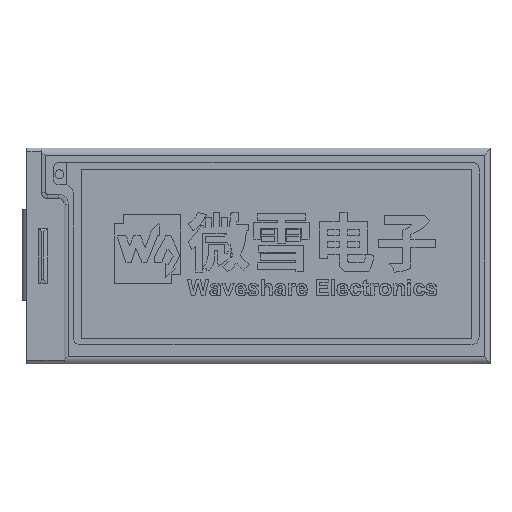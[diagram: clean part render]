
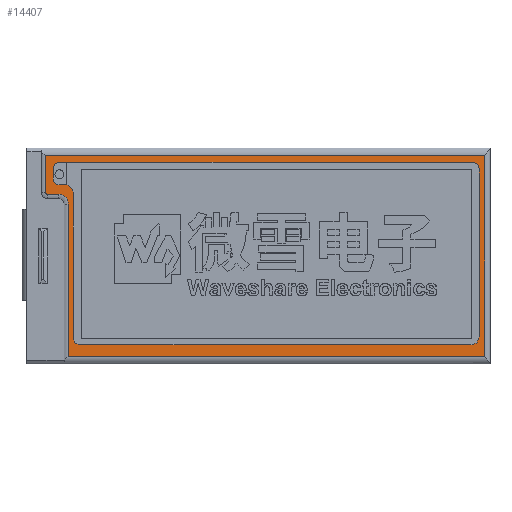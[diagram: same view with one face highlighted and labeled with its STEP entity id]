
A CAD part, top view. The second image highlights one B-rep face of the part: STEP entity #14407.
In plain terms, the highlighted planar face has unit normal (0, 0, 1).
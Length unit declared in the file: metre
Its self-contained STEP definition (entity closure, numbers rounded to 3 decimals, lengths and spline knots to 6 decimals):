
#332=CIRCLE('',#17889,0.000262);
#336=CIRCLE('',#17895,0.001653);
#379=CIRCLE('',#18329,0.001596);
#380=CIRCLE('',#18331,0.000762);
#381=CIRCLE('',#18333,0.001028);
#382=CIRCLE('',#18340,0.001294);
#384=CIRCLE('',#18344,0.001421);
#386=CIRCLE('',#18348,0.001113);
#388=CIRCLE('',#18351,0.001596);
#3336=ORIENTED_EDGE('',*,*,#5788,.T.);
#3337=ORIENTED_EDGE('',*,*,#5754,.T.);
#3338=ORIENTED_EDGE('',*,*,#5762,.T.);
#3339=ORIENTED_EDGE('',*,*,#5757,.T.);
#3340=ORIENTED_EDGE('',*,*,#5763,.T.);
#3341=ORIENTED_EDGE('',*,*,#5760,.T.);
#3342=ORIENTED_EDGE('',*,*,#5764,.T.);
#3343=ORIENTED_EDGE('',*,*,#5819,.T.);
#3344=ORIENTED_EDGE('',*,*,#5785,.T.);
#3345=ORIENTED_EDGE('',*,*,#5782,.T.);
#3346=ORIENTED_EDGE('',*,*,#5779,.T.);
#3347=ORIENTED_EDGE('',*,*,#5776,.T.);
#3348=ORIENTED_EDGE('',*,*,#5773,.T.);
#3349=ORIENTED_EDGE('',*,*,#5769,.T.);
#3350=ORIENTED_EDGE('',*,*,#5822,.T.);
#3351=ORIENTED_EDGE('',*,*,#4595,.T.);
#3352=ORIENTED_EDGE('',*,*,#4599,.F.);
#3353=ORIENTED_EDGE('',*,*,#4602,.T.);
#3354=ORIENTED_EDGE('',*,*,#4605,.T.);
#3355=ORIENTED_EDGE('',*,*,#4608,.T.);
#3356=ORIENTED_EDGE('',*,*,#5821,.F.);
#3357=ORIENTED_EDGE('',*,*,#4633,.T.);
#4595=EDGE_CURVE('',#6439,#6438,#7831,.T.);
#4599=EDGE_CURVE('',#6442,#6438,#332,.T.);
#4602=EDGE_CURVE('',#6442,#6444,#7833,.T.);
#4605=EDGE_CURVE('',#6444,#6446,#336,.T.);
#4608=EDGE_CURVE('',#6446,#6448,#7835,.T.);
#4633=EDGE_CURVE('',#6464,#6463,#7852,.T.);
#5754=EDGE_CURVE('',#7215,#7216,#379,.T.);
#5757=EDGE_CURVE('',#7218,#7217,#380,.T.);
#5760=EDGE_CURVE('',#7220,#7219,#381,.T.);
#5762=EDGE_CURVE('',#7216,#7218,#8853,.T.);
#5763=EDGE_CURVE('',#7217,#7220,#8854,.T.);
#5764=EDGE_CURVE('',#7219,#7214,#8855,.T.);
#5769=EDGE_CURVE('',#7225,#7226,#8860,.T.);
#5773=EDGE_CURVE('',#7229,#7225,#382,.T.);
#5776=EDGE_CURVE('',#7231,#7229,#8865,.T.);
#5779=EDGE_CURVE('',#7233,#7231,#384,.T.);
#5782=EDGE_CURVE('',#7235,#7233,#8869,.T.);
#5785=EDGE_CURVE('',#7237,#7235,#386,.T.);
#5788=EDGE_CURVE('',#7226,#7215,#388,.T.);
#5819=EDGE_CURVE('',#7214,#7237,#8898,.T.);
#5821=EDGE_CURVE('',#6464,#6448,#8900,.T.);
#5822=EDGE_CURVE('',#6463,#6439,#8901,.T.);
#6438=VERTEX_POINT('',#22395);
#6439=VERTEX_POINT('',#22397);
#6442=VERTEX_POINT('',#22407);
#6444=VERTEX_POINT('',#22413);
#6446=VERTEX_POINT('',#22419);
#6448=VERTEX_POINT('',#22428);
#6463=VERTEX_POINT('',#22481);
#6464=VERTEX_POINT('',#22483);
#7214=VERTEX_POINT('',#26707);
#7215=VERTEX_POINT('',#26710);
#7216=VERTEX_POINT('',#26714);
#7217=VERTEX_POINT('',#26718);
#7218=VERTEX_POINT('',#26720);
#7219=VERTEX_POINT('',#26724);
#7220=VERTEX_POINT('',#26726);
#7225=VERTEX_POINT('',#26745);
#7226=VERTEX_POINT('',#26746);
#7229=VERTEX_POINT('',#26754);
#7231=VERTEX_POINT('',#26760);
#7233=VERTEX_POINT('',#26766);
#7235=VERTEX_POINT('',#26772);
#7237=VERTEX_POINT('',#26778);
#7831=LINE('',#22396,#9531);
#7833=LINE('',#22414,#9533);
#7835=LINE('',#22429,#9535);
#7852=LINE('',#22482,#9552);
#8853=LINE('',#26729,#10553);
#8854=LINE('',#26731,#10554);
#8855=LINE('',#26733,#10555);
#8860=LINE('',#26744,#10560);
#8865=LINE('',#26759,#10565);
#8869=LINE('',#26771,#10569);
#8898=LINE('',#26841,#10598);
#8900=LINE('',#26846,#10600);
#8901=LINE('',#26849,#10601);
#9531=VECTOR('',#19090,1.);
#9533=VECTOR('',#19104,1.);
#9535=VECTOR('',#19116,1.);
#9552=VECTOR('',#19167,1.);
#10553=VECTOR('',#21008,1.);
#10554=VECTOR('',#21011,1.);
#10555=VECTOR('',#21014,1.);
#10560=VECTOR('',#21023,1.);
#10565=VECTOR('',#21036,1.);
#10569=VECTOR('',#21048,1.);
#10598=VECTOR('',#21119,1.);
#10600=VECTOR('',#21127,1.);
#10601=VECTOR('',#21132,1.);
#11564=EDGE_LOOP('',(#3336,#3337,#3338,#3339,#3340,#3341,#3342,#3343,#3344,
#3345,#3346,#3347,#3348,#3349));
#11565=EDGE_LOOP('',(#3350,#3351,#3352,#3353,#3354,#3355,#3356,#3357));
#12427=FACE_BOUND('',#11564,.T.);
#12428=FACE_BOUND('',#11565,.T.);
#13158=PLANE('',#18372);
#14407=ADVANCED_FACE('',(#12427,#12428),#13158,.F.);
#17889=AXIS2_PLACEMENT_3D('',#22408,#19096,#19097);
#17895=AXIS2_PLACEMENT_3D('',#22420,#19110,#19111);
#18329=AXIS2_PLACEMENT_3D('',#26713,#20991,#20992);
#18331=AXIS2_PLACEMENT_3D('',#26719,#20997,#20998);
#18333=AXIS2_PLACEMENT_3D('',#26725,#21003,#21004);
#18340=AXIS2_PLACEMENT_3D('',#26753,#21029,#21030);
#18344=AXIS2_PLACEMENT_3D('',#26765,#21041,#21042);
#18348=AXIS2_PLACEMENT_3D('',#26777,#21053,#21054);
#18351=AXIS2_PLACEMENT_3D('',#26783,#21060,#21061);
#18372=AXIS2_PLACEMENT_3D('',#26848,#21130,#21131);
#19090=DIRECTION('',(0.,-1.,0.));
#19096=DIRECTION('',(0.,0.,-1.));
#19097=DIRECTION('',(-1.,0.,0.));
#19104=DIRECTION('',(1.,0.,0.));
#19110=DIRECTION('',(0.,0.,-1.));
#19111=DIRECTION('',(-1.,0.,0.));
#19116=DIRECTION('',(0.,-1.,0.));
#19167=DIRECTION('',(0.,1.,0.));
#20991=DIRECTION('',(0.,0.,1.));
#20992=DIRECTION('',(-1.,0.,0.));
#20997=DIRECTION('',(0.,0.,-1.));
#20998=DIRECTION('',(1.,0.,0.));
#21003=DIRECTION('',(0.,0.,-1.));
#21004=DIRECTION('',(1.,0.,0.));
#21008=DIRECTION('',(-1.,0.,0.));
#21011=DIRECTION('',(0.,1.,0.));
#21014=DIRECTION('',(1.,0.,0.));
#21023=DIRECTION('',(0.,1.,0.));
#21029=DIRECTION('',(0.,0.,-1.));
#21030=DIRECTION('',(1.,0.,0.));
#21036=DIRECTION('',(-1.,0.,0.));
#21041=DIRECTION('',(0.,0.,-1.));
#21042=DIRECTION('',(-1.,0.,0.));
#21048=DIRECTION('',(0.,-1.,0.));
#21053=DIRECTION('',(0.,0.,-1.));
#21054=DIRECTION('',(-1.,0.,0.));
#21060=DIRECTION('',(0.,0.,1.));
#21061=DIRECTION('',(-1.,0.,0.));
#21119=DIRECTION('',(1.,0.,0.));
#21127=DIRECTION('',(-1.,0.,0.));
#21130=DIRECTION('',(0.,0.,-1.));
#21131=DIRECTION('',(-1.,0.,0.));
#21132=DIRECTION('',(-1.,0.,0.));
#22395=CARTESIAN_POINT('',(-0.0363,0.010774,0.00127));
#22396=CARTESIAN_POINT('',(-0.0363,0.,0.00127));
#22397=CARTESIAN_POINT('',(-0.0363,0.017106,0.00127));
#22407=CARTESIAN_POINT('',(-0.036038,0.010513,0.00127));
#22408=CARTESIAN_POINT('',(-0.036038,0.010774,0.00127));
#22413=CARTESIAN_POINT('',(-0.034092,0.010513,0.00127));
#22414=CARTESIAN_POINT('',(0.,0.010513,0.00127));
#22419=CARTESIAN_POINT('',(-0.032439,0.00886,0.00127));
#22420=CARTESIAN_POINT('',(-0.034092,0.00886,0.00127));
#22428=CARTESIAN_POINT('',(-0.032439,-0.017106,0.00127));
#22429=CARTESIAN_POINT('',(-0.032439,0.,0.00127));
#22481=CARTESIAN_POINT('',(0.038664,0.017106,0.00127));
#22482=CARTESIAN_POINT('',(0.038664,-0.068827,0.00127));
#22483=CARTESIAN_POINT('',(0.038664,-0.017106,0.00127));
#26707=CARTESIAN_POINT('',(-0.032716,0.015964,0.00127));
#26710=CARTESIAN_POINT('',(-0.032716,0.01212,0.00127));
#26713=CARTESIAN_POINT('',(-0.033203,0.010601,0.00127));
#26714=CARTESIAN_POINT('',(-0.033203,0.012196,0.00127));
#26718=CARTESIAN_POINT('',(-0.034977,0.012958,0.00127));
#26719=CARTESIAN_POINT('',(-0.034215,0.012958,0.00127));
#26720=CARTESIAN_POINT('',(-0.034215,0.012196,0.00127));
#26724=CARTESIAN_POINT('',(-0.03395,0.015964,0.00127));
#26725=CARTESIAN_POINT('',(-0.03395,0.014936,0.00127));
#26726=CARTESIAN_POINT('',(-0.034977,0.014936,0.00127));
#26729=CARTESIAN_POINT('',(-0.033203,0.012196,0.00127));
#26731=CARTESIAN_POINT('',(-0.034977,0.012958,0.00127));
#26733=CARTESIAN_POINT('',(0.,0.015964,0.00127));
#26744=CARTESIAN_POINT('',(-0.031607,-0.013895,0.00127));
#26745=CARTESIAN_POINT('',(-0.031607,-0.013895,0.00127));
#26746=CARTESIAN_POINT('',(-0.031607,0.010601,0.00127));
#26753=CARTESIAN_POINT('',(-0.030314,-0.013895,0.00127));
#26754=CARTESIAN_POINT('',(-0.030314,-0.015189,0.00127));
#26759=CARTESIAN_POINT('',(0.036247,-0.015189,0.00127));
#26760=CARTESIAN_POINT('',(0.036247,-0.015189,0.00127));
#26765=CARTESIAN_POINT('',(0.036247,-0.013768,0.00127));
#26766=CARTESIAN_POINT('',(0.037668,-0.013768,0.00127));
#26771=CARTESIAN_POINT('',(0.037668,0.01485,0.00127));
#26772=CARTESIAN_POINT('',(0.037668,0.01485,0.00127));
#26777=CARTESIAN_POINT('',(0.036555,0.01485,0.00127));
#26778=CARTESIAN_POINT('',(0.036555,0.015964,0.00127));
#26783=CARTESIAN_POINT('',(-0.033203,0.010601,0.00127));
#26841=CARTESIAN_POINT('',(-0.03395,0.015964,0.00127));
#26846=CARTESIAN_POINT('',(0.047669,-0.017106,0.00127));
#26848=CARTESIAN_POINT('',(0.,0.,0.00127));
#26849=CARTESIAN_POINT('',(0.047669,0.017106,0.00127));
